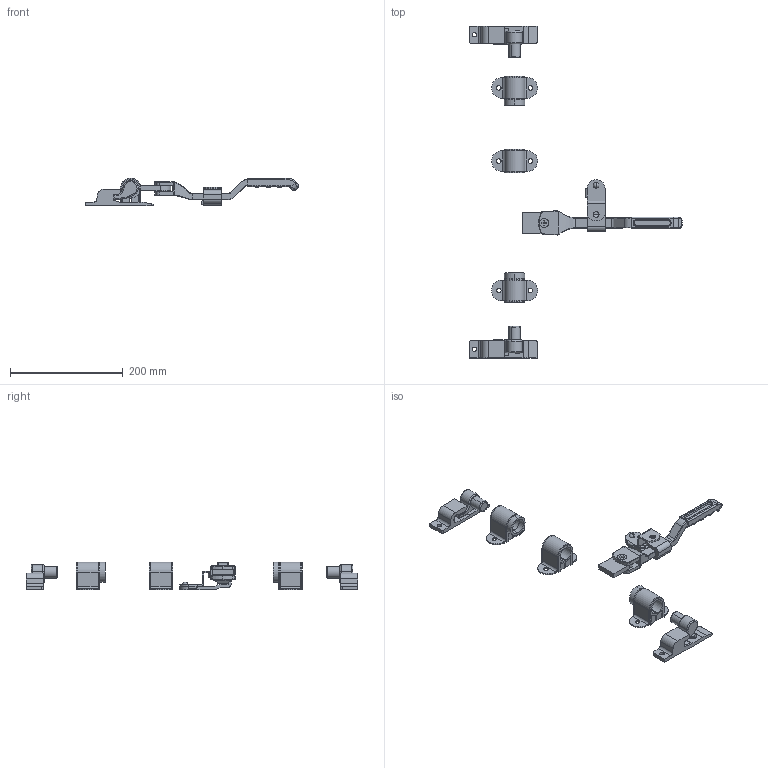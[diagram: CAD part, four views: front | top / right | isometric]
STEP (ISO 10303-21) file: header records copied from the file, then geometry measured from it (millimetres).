
FILE_DESCRIPTION (( 'STEP AP203' ), '1' );
FILE_NAME ('FA-810-2.STEP', '2020-10-20T07:59:32', ( '' ), ( '' ), 'SwSTEP 2.0', 'SolidWorks 2018', '' );
FILE_SCHEMA (( 'CONFIG_CONTROL_DESIGN' ));
Length unit declared in the file: millimetre
Products named in the file (17): FA-810-2ハンドル_; FA-810-2ベース_; FA-810-2; FA-810-2僉乕僷乕__L; FA-810-2僼僢僋__L; FA-810-1僈僀僪僀儞僫乕_; FA-810-1僷僀僾僈僀僪_; 廫帤寠晅嶮偹偠M8_M8亊25; FA-810-1僷僀僾僈僀僪assy_; FA-810-2僷僀僾僗僥乕_; FA-810-2僼僢僋__R; FA-810-2掛金_; FA-810-2_僴儞僪儖庴偗assy; FA-810-2僉乕僷乕__R; FA-810-1リング_; FA-810-2_僴儞僪儖assy; FA-810-2リベット_
Assembly tree (19 placements, depth 3):
  FA-810-2
    FA-810-2_僴儞僪儖assy
      FA-810-2ハンドル_
      FA-810-2僷僀僾僗僥乕_
      廫帤寠晅嶮偹偠M8_M8亊25
    FA-810-2_僴儞僪儖庴偗assy
      FA-810-2ベース_
      FA-810-2掛金_
      FA-810-2リベット_
    FA-810-1僷僀僾僈僀僪assy_  x3
      FA-810-1僷僀僾僈僀僪_
      FA-810-1僈僀僪僀儞僫乕_
    FA-810-1リング_  x2
    FA-810-2僉乕僷乕__R
    FA-810-2僉乕僷乕__L
    FA-810-2僼僢僋__L
    FA-810-2僼僢僋__R
Bounding box: 378.44 x 590 x 49.55 mm (x, y, z)
Volume: 386141.4 mm3; surface area: 177867.1 mm2
Topology: 18 solids, 18 shells, 615 faces, 1558 edges, 991 vertices
Faces by surface type: cylinder 250, plane 238, torus 87, bspline 22, cone 16, sphere 2
Entity records: 17754 total; most frequent: CARTESIAN_POINT 4094, DIRECTION 2665, ORIENTED_EDGE 2384, EDGE_CURVE 1192, AXIS2_PLACEMENT_3D 1046, VERTEX_POINT 747, LINE 573, VECTOR 573
